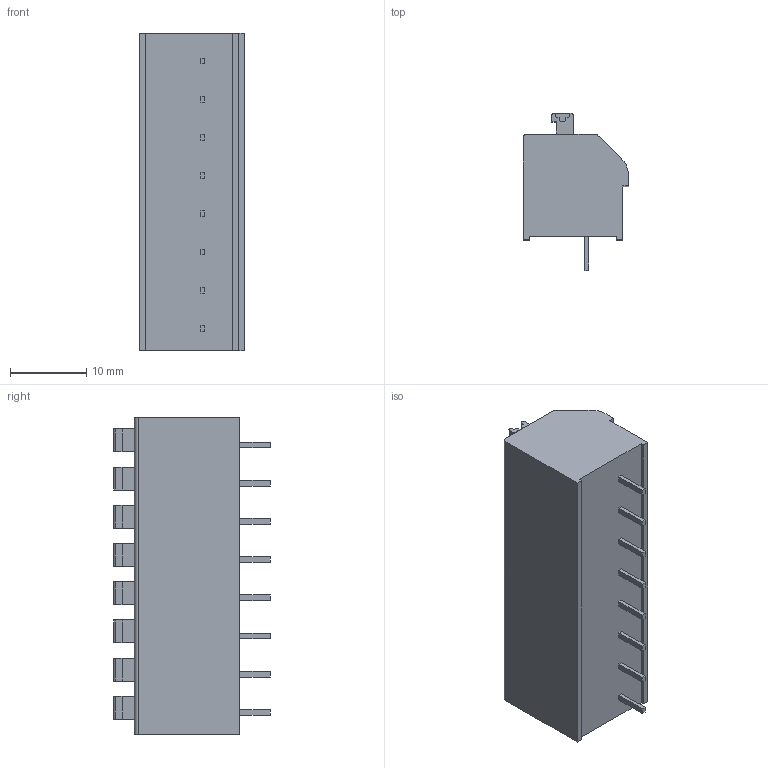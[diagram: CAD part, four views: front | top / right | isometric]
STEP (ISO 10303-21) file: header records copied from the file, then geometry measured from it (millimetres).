
FILE_DESCRIPTION( ( 'STEP AP214' ), '1' );
FILE_NAME( '250-508.stp', '2019-04-09T12:14:40', ( '' ), ( '' ), ' ', 'PARTsolutions', ' ' );
FILE_SCHEMA( ( 'AUTOMOTIVE_DESIGN { 1 0 10303 214 1 1 1 1 }' ) );
Length unit declared in the file: millimetre
Products named in the file (1): _250-508
Bounding box: 13.75 x 20.5 x 41.5 mm (x, y, z)
Volume: 7043.9 mm3; surface area: 3069.8 mm2
Topology: 1 solids, 1 shells, 280 faces, 770 edges, 508 vertices
Faces by surface type: plane 221, cylinder 43, cone 16
Entity records: 11060 total; most frequent: CARTESIAN_POINT 1607, ORIENTED_EDGE 1540, DIRECTION 1418, EDGE_CURVE 770, LINE 652, VECTOR 652, VERTEX_POINT 508, AXIS2_PLACEMENT_3D 383
